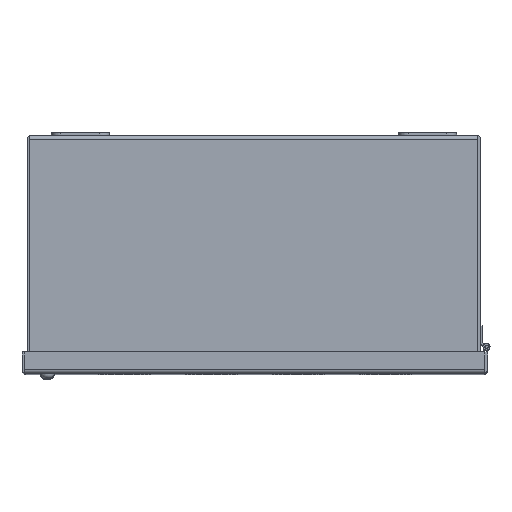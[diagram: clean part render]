
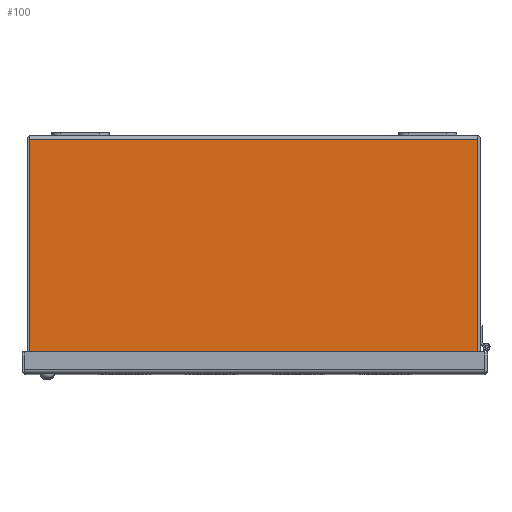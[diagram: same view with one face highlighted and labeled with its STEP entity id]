
A CAD part, top view. The second image highlights one B-rep face of the part: STEP entity #100.
In plain terms, the highlighted planar face has unit normal (0, 0, 1).
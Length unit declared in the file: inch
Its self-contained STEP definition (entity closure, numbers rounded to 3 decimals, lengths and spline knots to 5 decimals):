
#100 = ADVANCED_FACE ( 'NONE', ( #9354 ), #19416, .T. ) ;
#676 = DIRECTION ( 'NONE',  ( -1., 0., 0. ) ) ;
#1287 = DIRECTION ( 'NONE',  ( 1., 0., 0. ) ) ;
#2415 = AXIS2_PLACEMENT_3D ( 'NONE', #23900, #6887, #1287 ) ;
#2966 = VERTEX_POINT ( 'NONE', #24407 ) ;
#5406 = CARTESIAN_POINT ( 'NONE',  ( -5.80289, 39.37008, 6.375 ) ) ;
#5723 = VERTEX_POINT ( 'NONE', #11861 ) ;
#6208 = CARTESIAN_POINT ( 'NONE',  ( 5.80289, 39.37008, 6.375 ) ) ;
#6706 = LINE ( 'NONE', #9513, #28382 ) ;
#6887 = DIRECTION ( 'NONE',  ( 0., 0., 1. ) ) ;
#9083 = EDGE_CURVE ( 'NONE', #5723, #19219, #19055, .T. ) ;
#9354 = FACE_OUTER_BOUND ( 'NONE', #20367, .T. ) ;
#9513 = CARTESIAN_POINT ( 'NONE',  ( -40.531, -5.892, 6.375 ) ) ;
#11861 = CARTESIAN_POINT ( 'NONE',  ( 5.80289, -0.108, 6.375 ) ) ;
#13159 = LINE ( 'NONE', #5406, #25000 ) ;
#13575 = EDGE_CURVE ( 'NONE', #21021, #2966, #13159, .T. ) ;
#15465 = DIRECTION ( 'NONE',  ( 0., -1., 0. ) ) ;
#15721 = ORIENTED_EDGE ( 'NONE', *, *, #9083, .F. ) ;
#17219 = CARTESIAN_POINT ( 'NONE',  ( -40.531, -0.108, 6.375 ) ) ;
#17827 = VECTOR ( 'NONE', #676, 39.37008 ) ;
#19055 = LINE ( 'NONE', #6208, #28044 ) ;
#19219 = VERTEX_POINT ( 'NONE', #22449 ) ;
#19416 = PLANE ( 'NONE',  #2415 ) ;
#20367 = EDGE_LOOP ( 'NONE', ( #21295, #29575, #15721, #30271 ) ) ;
#21021 = VERTEX_POINT ( 'NONE', #25672 ) ;
#21295 = ORIENTED_EDGE ( 'NONE', *, *, #13575, .T. ) ;
#22449 = CARTESIAN_POINT ( 'NONE',  ( 5.80289, -5.892, 6.375 ) ) ;
#23900 = CARTESIAN_POINT ( 'NONE',  ( -40.531, 0., 6.375 ) ) ;
#24407 = CARTESIAN_POINT ( 'NONE',  ( -5.80289, -5.892, 6.375 ) ) ;
#25000 = VECTOR ( 'NONE', #15465, 39.37008 ) ;
#25672 = CARTESIAN_POINT ( 'NONE',  ( -5.80289, -0.108, 6.375 ) ) ;
#27594 = EDGE_CURVE ( 'NONE', #2966, #19219, #6706, .T. ) ;
#27921 = LINE ( 'NONE', #17219, #17827 ) ;
#28044 = VECTOR ( 'NONE', #31154, 39.37008 ) ;
#28137 = EDGE_CURVE ( 'NONE', #5723, #21021, #27921, .T. ) ;
#28382 = VECTOR ( 'NONE', #29024, 39.37008 ) ;
#29024 = DIRECTION ( 'NONE',  ( 1., 0., 0. ) ) ;
#29575 = ORIENTED_EDGE ( 'NONE', *, *, #27594, .T. ) ;
#30271 = ORIENTED_EDGE ( 'NONE', *, *, #28137, .T. ) ;
#31154 = DIRECTION ( 'NONE',  ( 0., -1., 0. ) ) ;
